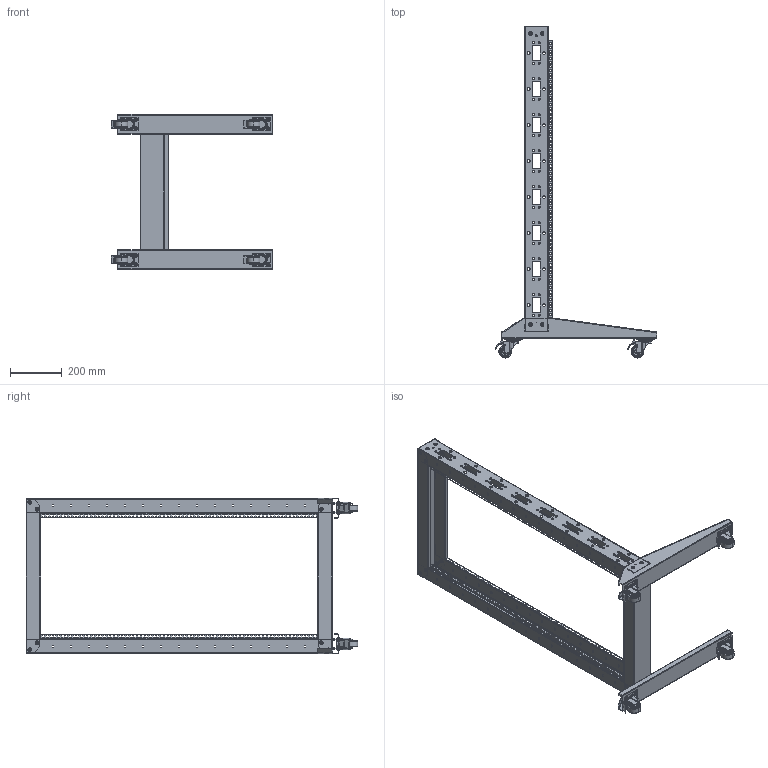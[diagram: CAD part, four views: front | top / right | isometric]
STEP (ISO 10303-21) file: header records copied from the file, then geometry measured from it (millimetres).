
FILE_DESCRIPTION (( 'STEP AP203' ), '1' );
FILE_NAME ('ÊÈÂÀ 193.00.00 ÑÁ ITK LINEA F Ñòîéêà îäíîðàìíàÿ 600õ600_24U.STEP', '2021-12-06T13:19:51', ( '' ), ( '' ), 'SwSTEP 2.0', 'SolidWorks 2017', '' );
FILE_SCHEMA (( 'CONFIG_CONTROL_DESIGN' ));
Length unit declared in the file: millimetre
Products named in the file (21): Ðåçüáîâàÿ çàêëåïêà ïîòàé_Œ6; ÊÈÂÀ 193.01.00 ÑÁ Ïðîôèëü ìîíòàæíûé_24u; Øïèëüêà äëÿ êîíäåíñàòîðíîé ñâàðêè_Œ6å16; Stud_gost_PreviewCfg; 砑霘馯罻 豂錒罻; Âèíò ìåáåëüíûé Din 603 8x25 îö_Œ6å20; Ãàéêà ôëàíöåâàÿ DIN 6923_Œ6; Hex Nut 5915_gost_ƒ ©ª  M10x1-6H.12.016 ƒŽ‘’ 5915-70; 岓臍 193.03.01 侹蜬; ÊÈÂÀ 193.02.01 Ïåðåìû÷êà; 岓臍 193.03.00 捘 侹蜬; ÊÈÂÀ 193.01.01 Ïðîôèëü ìîíòàæíûé_24u; ïëàíêà ñòîïîðà; ﾐ鸙韭; 膰錼勷; 岓臍 193.03.01-01 侹蜬; 岓臍 193.03.00-01 捘 侹蜬; 昜譇瘔 豂錒罻; ÊÈÂÀ 193.00.00 ÑÁ ITK LINEA F Ñòîéêà îäíîðàìíàÿ 600õ600_24U; 妈眚 镱蜞轫铋 󊬲0; ÊÈÂÀ 193.02.00 ÑÁ Ïåðåìû÷êà
Assembly tree (91 placements, depth 3):
  ÊÈÂÀ 193.00.00 ÑÁ ITK LINEA F Ñòîéêà îäíîðàìíàÿ 600õ600_24U
    岓臍 193.03.00 捘 侹蜬
      岓臍 193.03.01 侹蜬
      Hex Nut 5915_gost_ƒ ©ª  M10x1-6H.12.016 ƒŽ‘’ 5915-70  x2
    岓臍 193.03.00-01 捘 侹蜬
      岓臍 193.03.01-01 侹蜬
      Hex Nut 5915_gost_ƒ ©ª  M10x1-6H.12.016 ƒŽ‘’ 5915-70  x2
    ﾐ鸙韭  x4
      膰錼勷
      昜譇瘔 豂錒罻
      ïëàíêà ñòîïîðà
      砑霘馯罻 豂錒罻
      Stud_gost_PreviewCfg
    ÊÈÂÀ 193.01.00 ÑÁ Ïðîôèëü ìîíòàæíûé_24u  x2
      ÊÈÂÀ 193.01.01 Ïðîôèëü ìîíòàæíûé_24u
      Ðåçüáîâàÿ çàêëåïêà ïîòàé_Œ6
      Øïèëüêà äëÿ êîíäåíñàòîðíîé ñâàðêè_Œ6å16
    ÊÈÂÀ 193.02.00 ÑÁ Ïåðåìû÷êà  x2
      ÊÈÂÀ 193.02.01 Ïåðåìû÷êà
      Øïèëüêà äëÿ êîíäåíñàòîðíîé ñâàðêè_Œ6å16
    妈眚 镱蜞轫铋 󊬲0  x20
    Âèíò ìåáåëüíûé Din 603 8x25 îö_Œ6å20  x16
    Ãàéêà ôëàíöåâàÿ DIN 6923_Œ6  x16
Bounding box: 626.06 x 1287.25 x 602.8 mm (x, y, z)
Volume: 1688535.4 mm3; surface area: 2187302.8 mm2
Topology: 122 solids, 122 shells, 4638 faces, 12166 edges, 7864 vertices
Faces by surface type: plane 2746, cylinder 1356, cone 384, torus 64, bspline 56, sphere 32
Entity records: 57066 total; most frequent: CARTESIAN_POINT 9514, ORIENTED_EDGE 8958, DIRECTION 8809, EDGE_CURVE 4479, LINE 3421, VECTOR 3421, VERTEX_POINT 2919, AXIS2_PLACEMENT_3D 2694
